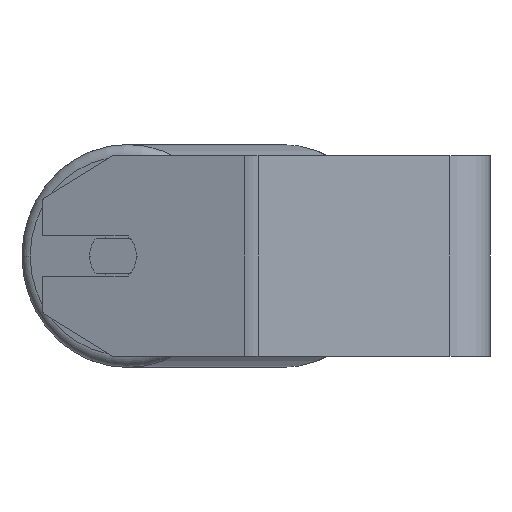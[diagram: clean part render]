
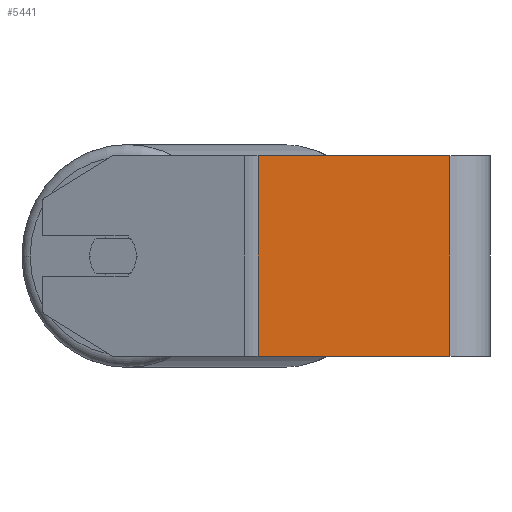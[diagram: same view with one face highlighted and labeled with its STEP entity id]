
A CAD part, left-side view. The second image highlights one B-rep face of the part: STEP entity #5441.
In plain terms, the highlighted planar face has unit normal (-1, 0, 0).
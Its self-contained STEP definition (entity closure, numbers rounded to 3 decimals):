
#145 = PLANE ( 'NONE',  #3657 ) ;
#347 = VECTOR ( 'NONE', #2398, 1000. ) ;
#466 = CARTESIAN_POINT ( 'NONE',  ( -230., 92.553, 40. ) ) ;
#771 = ORIENTED_EDGE ( 'NONE', *, *, #3283, .F. ) ;
#1058 = EDGE_CURVE ( 'NONE', #3598, #2524, #4060, .T. ) ;
#1461 = VERTEX_POINT ( 'NONE', #6869 ) ;
#1567 = DIRECTION ( 'NONE',  ( 0., 0., -1. ) ) ;
#1662 = CARTESIAN_POINT ( 'NONE',  ( -230., 92.553, -40. ) ) ;
#1764 = LINE ( 'NONE', #466, #4694 ) ;
#1880 = DIRECTION ( 'NONE',  ( 0., -1., 0. ) ) ;
#1985 = LINE ( 'NONE', #4137, #5331 ) ;
#2292 = CARTESIAN_POINT ( 'NONE',  ( -230., 95.374, 40. ) ) ;
#2398 = DIRECTION ( 'NONE',  ( 0., -1., 0. ) ) ;
#2524 = VERTEX_POINT ( 'NONE', #2817 ) ;
#2816 = FACE_OUTER_BOUND ( 'NONE', #3994, .T. ) ;
#2817 = CARTESIAN_POINT ( 'NONE',  ( -230., 16., -40. ) ) ;
#2995 = DIRECTION ( 'NONE',  ( 0., 0., -1. ) ) ;
#3157 = VERTEX_POINT ( 'NONE', #5827 ) ;
#3283 = EDGE_CURVE ( 'NONE', #3157, #1461, #1985, .T. ) ;
#3504 = ORIENTED_EDGE ( 'NONE', *, *, #6365, .T. ) ;
#3598 = VERTEX_POINT ( 'NONE', #1662 ) ;
#3657 = AXIS2_PLACEMENT_3D ( 'NONE', #2292, #4452, #6625 ) ;
#3994 = EDGE_LOOP ( 'NONE', ( #5332, #4681, #771, #3504 ) ) ;
#4060 = LINE ( 'NONE', #4626, #347 ) ;
#4137 = CARTESIAN_POINT ( 'NONE',  ( -230., 95.374, 40. ) ) ;
#4452 = DIRECTION ( 'NONE',  ( 1., 0., 0. ) ) ;
#4626 = CARTESIAN_POINT ( 'NONE',  ( -230., 95.374, -40. ) ) ;
#4681 = ORIENTED_EDGE ( 'NONE', *, *, #6453, .F. ) ;
#4694 = VECTOR ( 'NONE', #1567, 1000. ) ;
#5056 = CARTESIAN_POINT ( 'NONE',  ( -230., 16., 40. ) ) ;
#5160 = LINE ( 'NONE', #5056, #6061 ) ;
#5331 = VECTOR ( 'NONE', #1880, 1000. ) ;
#5332 = ORIENTED_EDGE ( 'NONE', *, *, #1058, .T. ) ;
#5441 = ADVANCED_FACE ( 'NONE', ( #2816 ), #145, .F. ) ;
#5827 = CARTESIAN_POINT ( 'NONE',  ( -230., 92.553, 40. ) ) ;
#6061 = VECTOR ( 'NONE', #2995, 1000. ) ;
#6365 = EDGE_CURVE ( 'NONE', #3157, #3598, #1764, .T. ) ;
#6453 = EDGE_CURVE ( 'NONE', #1461, #2524, #5160, .T. ) ;
#6625 = DIRECTION ( 'NONE',  ( 0., 0., -1. ) ) ;
#6869 = CARTESIAN_POINT ( 'NONE',  ( -230., 16., 40. ) ) ;
